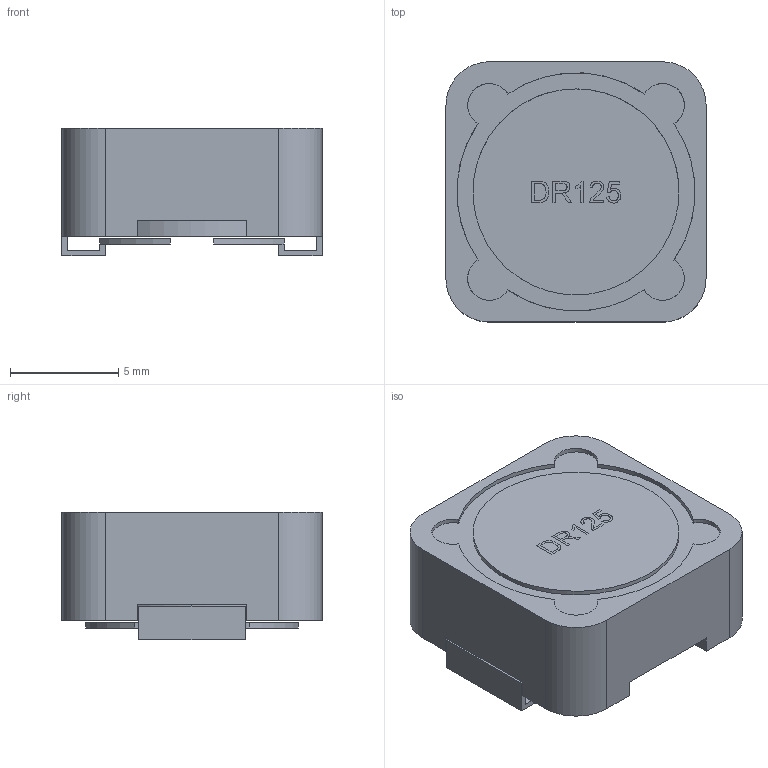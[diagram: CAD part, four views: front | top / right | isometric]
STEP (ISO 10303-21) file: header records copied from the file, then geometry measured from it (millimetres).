
FILE_DESCRIPTION(/* description */ (''),/* implementation_level */ '2;1');
FILE_NAME(/* name */ 'DR125S~1',/* time_stamp */ '2017-10-31T19:37:39+01:00',/* author */ (''),/* organization */ (''),/* preprocessor_version */ 'ST-DEVELOPER v14',/* originating_system */ '',/* authorisation */ '');
FILE_SCHEMA (('AUTOMOTIVE_DESIGN'));
Length unit declared in the file: millimetre
Products named in the file (1): Document
Bounding box: 12 x 12 x 5.9 mm (x, y, z)
Volume: 199 mm3; surface area: 987.3 mm2
Topology: 3 solids, 12 shells, 87 faces, 325 edges, 251 vertices
Faces by surface type: plane 69, bspline 18
Entity records: 3636 total; most frequent: CARTESIAN_POINT 1590, ORIENTED_EDGE 567, EDGE_CURVE 325, B_SPLINE_CURVE_WITH_KNOTS 253, VERTEX_POINT 251, EDGE_LOOP 98, ADVANCED_FACE 87, FACE_OUTER_BOUND 87
